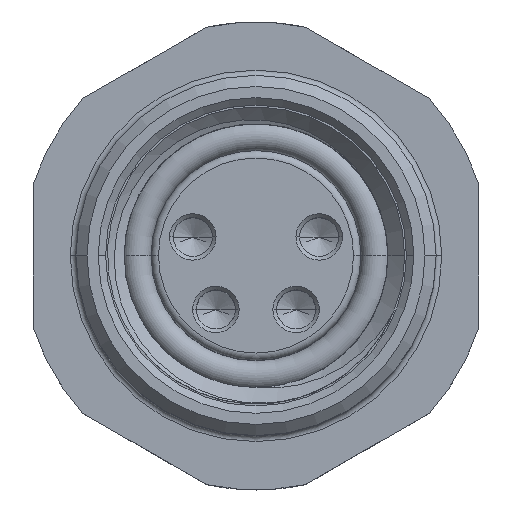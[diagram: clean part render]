
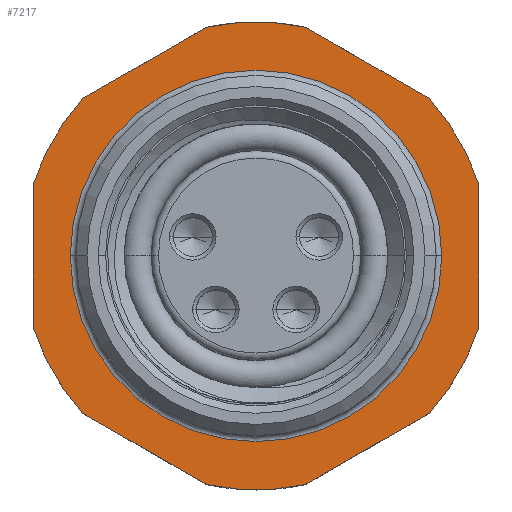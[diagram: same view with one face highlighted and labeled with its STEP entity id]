
A CAD part, top view. The second image highlights one B-rep face of the part: STEP entity #7217.
In plain terms, the highlighted planar face has unit normal (0, 0, 1).
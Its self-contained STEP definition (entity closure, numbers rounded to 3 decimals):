
#3314=CARTESIAN_POINT('',(0.,0.,-0.3));
#3315=DIRECTION('',(0.,0.,1.));
#3316=DIRECTION('',(0.212,0.977,0.));
#3317=AXIS2_PLACEMENT_3D('',#3314,#3315,#3316);
#3319=DIRECTION('',(-0.866,0.5,0.));
#3320=VECTOR('',#3319,3.842);
#3321=CARTESIAN_POINT('',(4.664,4.236,-0.3));
#3322=LINE('',#3321,#3320);
#3323=CARTESIAN_POINT('',(0.,0.,-0.3));
#3324=DIRECTION('',(0.,0.,1.));
#3325=DIRECTION('',(0.952,0.305,0.));
#3326=AXIS2_PLACEMENT_3D('',#3323,#3324,#3325);
#3328=DIRECTION('',(0.,1.,0.));
#3329=VECTOR('',#3328,3.842);
#3330=CARTESIAN_POINT('',(6.,-1.921,-0.3));
#3331=LINE('',#3330,#3329);
#3332=CARTESIAN_POINT('',(0.,0.,-0.3));
#3333=DIRECTION('',(0.,0.,1.));
#3334=DIRECTION('',(0.74,-0.672,0.));
#3335=AXIS2_PLACEMENT_3D('',#3332,#3333,#3334);
#3337=DIRECTION('',(0.866,0.5,0.));
#3338=VECTOR('',#3337,3.842);
#3339=CARTESIAN_POINT('',(1.336,-6.157,-0.3));
#3340=LINE('',#3339,#3338);
#3341=CARTESIAN_POINT('',(0.,0.,-0.3));
#3342=DIRECTION('',(0.,0.,1.));
#3343=DIRECTION('',(-0.212,-0.977,0.));
#3344=AXIS2_PLACEMENT_3D('',#3341,#3342,#3343);
#3346=DIRECTION('',(0.866,-0.5,0.));
#3347=VECTOR('',#3346,3.842);
#3348=CARTESIAN_POINT('',(-4.664,-4.236,-0.3));
#3349=LINE('',#3348,#3347);
#3350=CARTESIAN_POINT('',(0.,0.,-0.3));
#3351=DIRECTION('',(0.,0.,1.));
#3352=DIRECTION('',(-0.952,-0.305,0.));
#3353=AXIS2_PLACEMENT_3D('',#3350,#3351,#3352);
#3355=DIRECTION('',(0.,-1.,0.));
#3356=VECTOR('',#3355,3.842);
#3357=CARTESIAN_POINT('',(-6.,1.921,-0.3));
#3358=LINE('',#3357,#3356);
#3359=CARTESIAN_POINT('',(0.,0.,-0.3));
#3360=DIRECTION('',(0.,0.,1.));
#3361=DIRECTION('',(-0.74,0.672,0.));
#3362=AXIS2_PLACEMENT_3D('',#3359,#3360,#3361);
#3364=DIRECTION('',(-0.866,-0.5,0.));
#3365=VECTOR('',#3364,3.842);
#3366=CARTESIAN_POINT('',(-1.336,6.157,-0.3));
#3367=LINE('',#3366,#3365);
#3368=CARTESIAN_POINT('',(0.,0.,-0.3));
#3369=DIRECTION('',(0.,0.,-1.));
#3370=DIRECTION('',(1.,0.,0.));
#3371=AXIS2_PLACEMENT_3D('',#3368,#3369,#3370);
#3373=CARTESIAN_POINT('',(0.,0.,-0.3));
#3374=DIRECTION('',(0.,0.,-1.));
#3375=DIRECTION('',(-1.,0.,0.));
#3376=AXIS2_PLACEMENT_3D('',#3373,#3374,#3375);
#6673=CARTESIAN_POINT('',(1.336,6.157,-0.3));
#6674=CARTESIAN_POINT('',(-1.336,6.157,-0.3));
#6675=VERTEX_POINT('',#6673);
#6676=VERTEX_POINT('',#6674);
#6677=CARTESIAN_POINT('',(-4.664,4.236,-0.3));
#6678=VERTEX_POINT('',#6677);
#6679=CARTESIAN_POINT('',(-6.,1.921,-0.3));
#6680=VERTEX_POINT('',#6679);
#6681=CARTESIAN_POINT('',(-6.,-1.921,-0.3));
#6682=VERTEX_POINT('',#6681);
#6683=CARTESIAN_POINT('',(-4.664,-4.236,-0.3));
#6684=VERTEX_POINT('',#6683);
#6685=CARTESIAN_POINT('',(-1.336,-6.157,-0.3));
#6686=VERTEX_POINT('',#6685);
#6687=CARTESIAN_POINT('',(1.336,-6.157,-0.3));
#6688=VERTEX_POINT('',#6687);
#6689=CARTESIAN_POINT('',(4.664,-4.236,-0.3));
#6690=VERTEX_POINT('',#6689);
#6691=CARTESIAN_POINT('',(6.,-1.921,-0.3));
#6692=VERTEX_POINT('',#6691);
#6693=CARTESIAN_POINT('',(6.,1.921,-0.3));
#6694=VERTEX_POINT('',#6693);
#6695=CARTESIAN_POINT('',(4.664,4.236,-0.3));
#6696=VERTEX_POINT('',#6695);
#6769=CARTESIAN_POINT('',(5.,0.,-0.3));
#6770=CARTESIAN_POINT('',(-5.,0.,-0.3));
#6771=VERTEX_POINT('',#6769);
#6772=VERTEX_POINT('',#6770);
#7192=CARTESIAN_POINT('',(0.,0.,-0.3));
#7193=DIRECTION('',(0.,0.,1.));
#7194=DIRECTION('',(1.,0.,0.));
#7195=AXIS2_PLACEMENT_3D('',#7192,#7193,#7194);
#7196=PLANE('',#7195);
#7197=ORIENTED_EDGE('',*,*,#7030,.F.);
#7198=ORIENTED_EDGE('',*,*,#7046,.F.);
#7199=ORIENTED_EDGE('',*,*,#7060,.F.);
#7200=ORIENTED_EDGE('',*,*,#7074,.F.);
#7201=ORIENTED_EDGE('',*,*,#7088,.F.);
#7202=ORIENTED_EDGE('',*,*,#7102,.F.);
#7203=ORIENTED_EDGE('',*,*,#7117,.F.);
#7204=ORIENTED_EDGE('',*,*,#7131,.F.);
#7205=ORIENTED_EDGE('',*,*,#7145,.F.);
#7206=ORIENTED_EDGE('',*,*,#7159,.F.);
#7207=ORIENTED_EDGE('',*,*,#7173,.F.);
#7208=ORIENTED_EDGE('',*,*,#7186,.F.);
#7209=EDGE_LOOP('',(#7197,#7198,#7199,#7200,#7201,#7202,#7203,#7204,#7205,#7206,
#7207,#7208));
#7210=FACE_OUTER_BOUND('',#7209,.F.);
#7212=ORIENTED_EDGE('',*,*,#7211,.F.);
#7214=ORIENTED_EDGE('',*,*,#7213,.F.);
#7215=EDGE_LOOP('',(#7212,#7214));
#7216=FACE_BOUND('',#7215,.F.);
#3318=CIRCLE('',#3317,6.3);
#3327=CIRCLE('',#3326,6.3);
#3336=CIRCLE('',#3335,6.3);
#3345=CIRCLE('',#3344,6.3);
#3354=CIRCLE('',#3353,6.3);
#3363=CIRCLE('',#3362,6.3);
#3372=CIRCLE('',#3371,5.);
#3377=CIRCLE('',#3376,5.);
#7030=EDGE_CURVE('',#6675,#6676,#3318,.T.);
#7046=EDGE_CURVE('',#6696,#6675,#3322,.T.);
#7060=EDGE_CURVE('',#6694,#6696,#3327,.T.);
#7074=EDGE_CURVE('',#6692,#6694,#3331,.T.);
#7088=EDGE_CURVE('',#6690,#6692,#3336,.T.);
#7102=EDGE_CURVE('',#6688,#6690,#3340,.T.);
#7117=EDGE_CURVE('',#6686,#6688,#3345,.T.);
#7131=EDGE_CURVE('',#6684,#6686,#3349,.T.);
#7145=EDGE_CURVE('',#6682,#6684,#3354,.T.);
#7159=EDGE_CURVE('',#6680,#6682,#3358,.T.);
#7173=EDGE_CURVE('',#6678,#6680,#3363,.T.);
#7186=EDGE_CURVE('',#6676,#6678,#3367,.T.);
#7211=EDGE_CURVE('',#6771,#6772,#3372,.T.);
#7213=EDGE_CURVE('',#6772,#6771,#3377,.T.);
#7217=ADVANCED_FACE('',(#7210,#7216),#7196,.T.);
